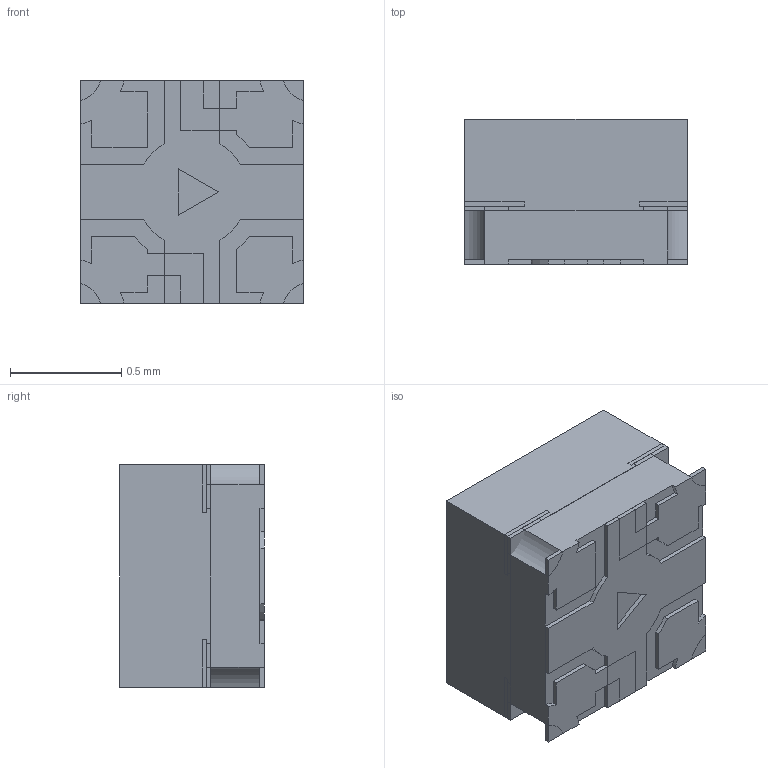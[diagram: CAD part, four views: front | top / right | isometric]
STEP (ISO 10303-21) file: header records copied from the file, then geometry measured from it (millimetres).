
FILE_DESCRIPTION (( 'STEP AP203' ), '1' );
FILE_NAME ('18-038T.STEP', '2014-11-07T05:18:33', ( 'user' ), ( '' ), 'SwSTEP 2.0', 'SolidWorks 2010', '' );
FILE_SCHEMA (( 'CONFIG_CONTROL_DESIGN' ));
Length unit declared in the file: millimetre
Products named in the file (1): 18-038T
Bounding box: 1 x 0.65 x 1 mm (x, y, z)
Volume: 0.7 mm3; surface area: 8.7 mm2
Topology: 14 solids, 14 shells, 153 faces, 375 edges, 250 vertices
Faces by surface type: plane 123, cylinder 30
Entity records: 4524 total; most frequent: CARTESIAN_POINT 779, ORIENTED_EDGE 750, DIRECTION 743, EDGE_CURVE 375, LINE 315, VECTOR 315, VERTEX_POINT 250, AXIS2_PLACEMENT_3D 214
